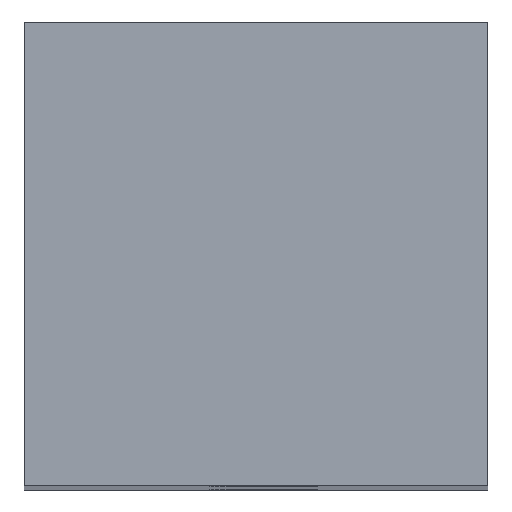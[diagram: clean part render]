
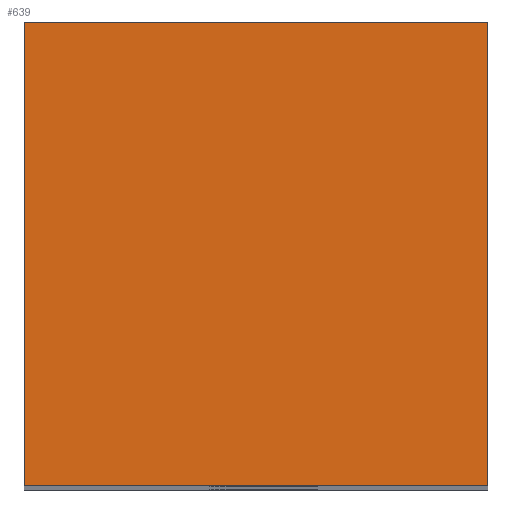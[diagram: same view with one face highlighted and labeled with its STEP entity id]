
A CAD part, top view. The second image highlights one B-rep face of the part: STEP entity #639.
In plain terms, the highlighted planar face has unit normal (0, 0, 1).
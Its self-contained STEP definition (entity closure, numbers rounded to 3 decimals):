
#99=FACE_OUTER_BOUND('',#138,.T.);
#138=EDGE_LOOP('',(#573,#574,#575,#576));
#181=LINE('',#1048,#230);
#187=LINE('',#1133,#236);
#193=LINE('',#1240,#242);
#194=LINE('',#1241,#243);
#230=VECTOR('',#809,10.);
#236=VECTOR('',#829,10.);
#242=VECTOR('',#869,10.);
#243=VECTOR('',#870,10.);
#295=VERTEX_POINT('',#1041);
#298=VERTEX_POINT('',#1046);
#305=VERTEX_POINT('',#1126);
#308=VERTEX_POINT('',#1131);
#373=EDGE_CURVE('',#295,#298,#181,.T.);
#389=EDGE_CURVE('',#305,#308,#187,.T.);
#407=EDGE_CURVE('',#308,#295,#193,.T.);
#408=EDGE_CURVE('',#298,#305,#194,.T.);
#573=ORIENTED_EDGE('',*,*,#389,.T.);
#574=ORIENTED_EDGE('',*,*,#407,.T.);
#575=ORIENTED_EDGE('',*,*,#373,.T.);
#576=ORIENTED_EDGE('',*,*,#408,.T.);
#610=PLANE('',#710);
#639=ADVANCED_FACE('',(#99),#610,.T.);
#710=AXIS2_PLACEMENT_3D('',#1239,#867,#868);
#809=DIRECTION('',(1.,0.,0.));
#829=DIRECTION('',(-1.,0.,0.));
#867=DIRECTION('center_axis',(0.,0.,1.));
#868=DIRECTION('ref_axis',(0.,1.,0.));
#869=DIRECTION('',(0.,-1.,0.));
#870=DIRECTION('',(0.,1.,0.));
#1041=CARTESIAN_POINT('',(0.,0.,68.75));
#1046=CARTESIAN_POINT('',(12.5,0.,68.75));
#1048=CARTESIAN_POINT('',(6.25,0.,68.75));
#1126=CARTESIAN_POINT('',(12.5,12.5,68.75));
#1131=CARTESIAN_POINT('',(0.,12.5,68.75));
#1133=CARTESIAN_POINT('',(6.25,12.5,68.75));
#1239=CARTESIAN_POINT('Origin',(6.25,6.25,68.75));
#1240=CARTESIAN_POINT('',(0.,6.25,68.75));
#1241=CARTESIAN_POINT('',(12.5,6.25,68.75));
